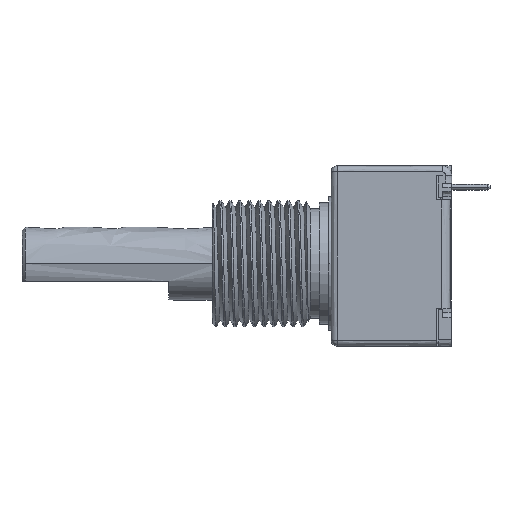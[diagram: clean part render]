
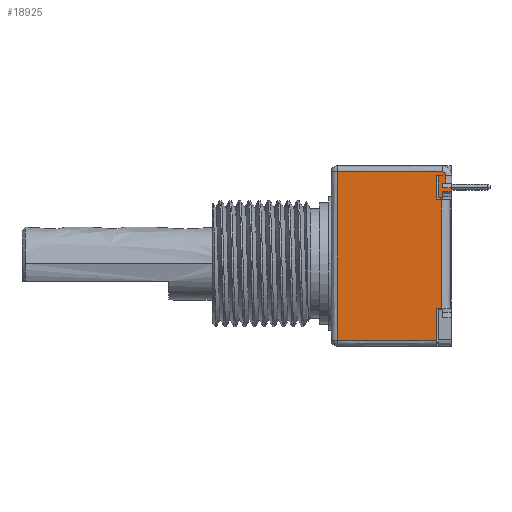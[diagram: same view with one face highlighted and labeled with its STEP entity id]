
A CAD part, left-side view. The second image highlights one B-rep face of the part: STEP entity #18925.
In plain terms, the highlighted free-form (B-spline) face has degree [1, 1] with [2, 2] control points.
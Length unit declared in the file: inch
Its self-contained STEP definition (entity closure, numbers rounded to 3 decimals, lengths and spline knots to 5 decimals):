
#939=DIRECTION('',(0.,0.,1.));
#940=VECTOR('',#939,0.012);
#941=CARTESIAN_POINT('',(-0.2805,-0.006,0.233));
#942=LINE('',#941,#940);
#5666=DIRECTION('',(0.,1.,0.));
#5667=VECTOR('',#5666,0.01031);
#5668=CARTESIAN_POINT('',(-0.2805,0.01169,0.2585));
#5669=LINE('',#5668,#5667);
#5673=DIRECTION('',(0.,0.,1.));
#5674=VECTOR('',#5673,0.0135);
#5675=CARTESIAN_POINT('',(-0.2805,0.022,0.245));
#5676=LINE('',#5675,#5674);
#5680=DIRECTION('',(0.,1.,0.));
#5681=VECTOR('',#5680,0.028);
#5682=CARTESIAN_POINT('',(-0.2805,-0.006,0.245));
#5683=LINE('',#5682,#5681);
#5687=DIRECTION('',(0.,1.,0.));
#5688=VECTOR('',#5687,0.028);
#5689=CARTESIAN_POINT('',(-0.2805,-0.006,0.233));
#5690=LINE('',#5689,#5688);
#5694=DIRECTION('',(0.,0.,1.));
#5695=VECTOR('',#5694,0.02);
#5696=CARTESIAN_POINT('',(-0.2805,0.022,0.213));
#5697=LINE('',#5696,#5695);
#5701=DIRECTION('',(0.,-1.,0.));
#5702=VECTOR('',#5701,0.014);
#5703=CARTESIAN_POINT('',(-0.2805,0.036,0.213));
#5704=LINE('',#5703,#5702);
#5708=DIRECTION('',(0.,0.,1.));
#5709=VECTOR('',#5708,0.07);
#5710=CARTESIAN_POINT('',(-0.2805,0.036,0.213));
#5711=LINE('',#5710,#5709);
#5715=DIRECTION('',(0.,-1.,0.));
#5716=VECTOR('',#5715,0.014);
#5717=CARTESIAN_POINT('',(-0.2805,0.036,0.283));
#5718=LINE('',#5717,#5716);
#5722=DIRECTION('',(0.,0.,1.));
#5723=VECTOR('',#5722,0.001);
#5724=CARTESIAN_POINT('',(-0.2805,0.022,0.283));
#5725=LINE('',#5724,#5723);
#5729=CARTESIAN_POINT('',(-0.2805,0.023,0.284));
#5730=DIRECTION('',(-1.,0.,0.));
#5731=DIRECTION('',(0.,-1.,0.));
#5732=AXIS2_PLACEMENT_3D('',#5729,#5730,#5731);
#5737=DIRECTION('',(0.,1.,0.));
#5738=VECTOR('',#5737,0.019);
#5739=CARTESIAN_POINT('',(-0.2805,0.023,0.285));
#5740=LINE('',#5739,#5738);
#5744=DIRECTION('',(0.,0.,1.));
#5745=VECTOR('',#5744,0.08);
#5746=CARTESIAN_POINT('',(-0.2805,0.042,0.205));
#5747=LINE('',#5746,#5745);
#5751=DIRECTION('',(0.,0.,1.));
#5752=VECTOR('',#5751,0.10131);
#5753=CARTESIAN_POINT('',(-0.2805,0.042,-0.24631));
#5754=LINE('',#5753,#5752);
#5758=CARTESIAN_POINT('',(-0.2805,0.023,0.284));
#5759=DIRECTION('',(1.,0.,0.));
#5760=DIRECTION('',(0.,0.,1.));
#5761=AXIS2_PLACEMENT_3D('',#5758,#5759,#5760);
#5766=DIRECTION('',(0.,0.,-1.));
#5767=VECTOR('',#5766,0.0255);
#5768=CARTESIAN_POINT('',(-0.2805,0.01169,0.284));
#5769=LINE('',#5768,#5767);
#5846=DIRECTION('',(0.,-1.,0.));
#5847=VECTOR('',#5846,0.017);
#5848=CARTESIAN_POINT('',(-0.2805,0.042,-0.145));
#5849=LINE('',#5848,#5847);
#5921=DIRECTION('',(0.,-1.,0.));
#5922=VECTOR('',#5921,0.017);
#5923=CARTESIAN_POINT('',(-0.2805,0.042,0.205));
#5924=LINE('',#5923,#5922);
#5985=DIRECTION('',(0.,0.,1.));
#5986=VECTOR('',#5985,0.35);
#5987=CARTESIAN_POINT('',(-0.2805,0.025,-0.145));
#5988=LINE('',#5987,#5986);
#6554=DIRECTION('',(0.,1.,0.));
#6555=VECTOR('',#6554,0.33831);
#6556=CARTESIAN_POINT('',(-0.2805,0.023,0.29531));
#6557=LINE('',#6556,#6555);
#6600=DIRECTION('',(0.,0.,1.));
#6601=VECTOR('',#6600,0.54163);
#6602=CARTESIAN_POINT('',(-0.2805,0.36131,-0.24631));
#6603=LINE('',#6602,#6601);
#6676=DIRECTION('',(0.,-1.,0.));
#6677=VECTOR('',#6676,0.31931);
#6678=CARTESIAN_POINT('',(-0.2805,0.36131,-0.24631));
#6679=LINE('',#6678,#6677);
#11564=CARTESIAN_POINT('',(-0.2805,0.36131,-0.24631));
#11565=CARTESIAN_POINT('',(-0.2805,0.36131,0.29531));
#11566=VERTEX_POINT('',#11564);
#11567=VERTEX_POINT('',#11565);
#11614=CARTESIAN_POINT('',(-0.2805,0.042,-0.24631));
#11616=VERTEX_POINT('',#11614);
#11666=CARTESIAN_POINT('',(-0.2805,0.025,-0.145));
#11668=VERTEX_POINT('',#11666);
#11672=CARTESIAN_POINT('',(-0.2805,0.025,0.205));
#11674=VERTEX_POINT('',#11672);
#11682=CARTESIAN_POINT('',(-0.2805,0.042,-0.145));
#11683=VERTEX_POINT('',#11682);
#11686=CARTESIAN_POINT('',(-0.2805,0.042,0.205));
#11687=VERTEX_POINT('',#11686);
#11746=CARTESIAN_POINT('',(-0.2805,0.022,0.284));
#11747=CARTESIAN_POINT('',(-0.2805,0.023,0.285));
#11748=VERTEX_POINT('',#11746);
#11749=VERTEX_POINT('',#11747);
#11760=CARTESIAN_POINT('',(-0.2805,0.01169,0.2585));
#11761=VERTEX_POINT('',#11760);
#11762=CARTESIAN_POINT('',(-0.2805,0.023,0.29531));
#11763=VERTEX_POINT('',#11762);
#11764=CARTESIAN_POINT('',(-0.2805,0.01169,0.284));
#11765=VERTEX_POINT('',#11764);
#11826=CARTESIAN_POINT('',(-0.2805,0.042,0.285));
#11827=VERTEX_POINT('',#11826);
#12414=CARTESIAN_POINT('',(-0.2805,-0.006,0.233));
#12415=CARTESIAN_POINT('',(-0.2805,0.022,0.233));
#12416=VERTEX_POINT('',#12414);
#12417=VERTEX_POINT('',#12415);
#12434=CARTESIAN_POINT('',(-0.2805,-0.006,0.245));
#12435=VERTEX_POINT('',#12434);
#12446=CARTESIAN_POINT('',(-0.2805,0.022,0.245));
#12447=VERTEX_POINT('',#12446);
#12470=CARTESIAN_POINT('',(-0.2805,0.036,0.213));
#12471=CARTESIAN_POINT('',(-0.2805,0.036,0.283));
#12472=VERTEX_POINT('',#12470);
#12473=VERTEX_POINT('',#12471);
#12480=CARTESIAN_POINT('',(-0.2805,0.022,0.213));
#12481=VERTEX_POINT('',#12480);
#13250=CARTESIAN_POINT('',(-0.2805,0.022,0.2585));
#13252=VERTEX_POINT('',#13250);
#13258=CARTESIAN_POINT('',(-0.2805,0.022,0.283));
#13260=VERTEX_POINT('',#13258);
#18881=CARTESIAN_POINT('',(-0.2805,-0.01335,-0.25715));
#18882=CARTESIAN_POINT('',(-0.2805,0.36866,-0.25715));
#18883=CARTESIAN_POINT('',(-0.2805,-0.01335,0.30615));
#18884=CARTESIAN_POINT('',(-0.2805,0.36866,0.30615));
#18885=B_SPLINE_SURFACE_WITH_KNOTS('',1,1,((#18881,#18882),(#18883,#18884)),
.UNSPECIFIED.,.F.,.F.,.F.,(2,2),(2,2),(0.00885,0.57215),(
-0.01335,0.36866),.UNSPECIFIED.);
#18887=ORIENTED_EDGE('',*,*,#18886,.T.);
#18888=ORIENTED_EDGE('',*,*,#17582,.F.);
#18890=ORIENTED_EDGE('',*,*,#18889,.F.);
#18891=ORIENTED_EDGE('',*,*,#13539,.F.);
#18893=ORIENTED_EDGE('',*,*,#18892,.T.);
#18894=ORIENTED_EDGE('',*,*,#17500,.F.);
#18896=ORIENTED_EDGE('',*,*,#18895,.F.);
#18897=ORIENTED_EDGE('',*,*,#17772,.T.);
#18898=ORIENTED_EDGE('',*,*,#18190,.T.);
#18900=ORIENTED_EDGE('',*,*,#18899,.T.);
#18902=ORIENTED_EDGE('',*,*,#18901,.T.);
#18904=ORIENTED_EDGE('',*,*,#18903,.T.);
#18905=ORIENTED_EDGE('',*,*,#18033,.F.);
#18907=ORIENTED_EDGE('',*,*,#18906,.T.);
#18909=ORIENTED_EDGE('',*,*,#18908,.F.);
#18911=ORIENTED_EDGE('',*,*,#18910,.F.);
#18912=ORIENTED_EDGE('',*,*,#18057,.F.);
#18914=ORIENTED_EDGE('',*,*,#18913,.F.);
#18916=ORIENTED_EDGE('',*,*,#18915,.T.);
#18918=ORIENTED_EDGE('',*,*,#18917,.F.);
#18920=ORIENTED_EDGE('',*,*,#18919,.T.);
#18922=ORIENTED_EDGE('',*,*,#18921,.T.);
#18923=EDGE_LOOP('',(#18887,#18888,#18890,#18891,#18893,#18894,#18896,#18897,
#18898,#18900,#18902,#18904,#18905,#18907,#18909,#18911,#18912,#18914,#18916,
#18918,#18920,#18922));
#18924=FACE_OUTER_BOUND('',#18923,.F.);
#18925=ADVANCED_FACE('',(#18924),#18885,.T.);
#5733=CIRCLE('',#5732,0.001);
#5762=CIRCLE('',#5761,0.01131);
#13539=EDGE_CURVE('',#12416,#12435,#942,.T.);
#17500=EDGE_CURVE('',#12481,#12417,#5697,.T.);
#17582=EDGE_CURVE('',#12447,#13252,#5676,.T.);
#17772=EDGE_CURVE('',#12472,#12473,#5711,.T.);
#18033=EDGE_CURVE('',#11687,#11827,#5747,.T.);
#18057=EDGE_CURVE('',#11616,#11683,#5754,.T.);
#18190=EDGE_CURVE('',#12473,#13260,#5718,.T.);
#18886=EDGE_CURVE('',#11761,#13252,#5669,.T.);
#18889=EDGE_CURVE('',#12435,#12447,#5683,.T.);
#18892=EDGE_CURVE('',#12416,#12417,#5690,.T.);
#18895=EDGE_CURVE('',#12472,#12481,#5704,.T.);
#18899=EDGE_CURVE('',#13260,#11748,#5725,.T.);
#18901=EDGE_CURVE('',#11748,#11749,#5733,.T.);
#18903=EDGE_CURVE('',#11749,#11827,#5740,.T.);
#18906=EDGE_CURVE('',#11687,#11674,#5924,.T.);
#18908=EDGE_CURVE('',#11668,#11674,#5988,.T.);
#18910=EDGE_CURVE('',#11683,#11668,#5849,.T.);
#18913=EDGE_CURVE('',#11566,#11616,#6679,.T.);
#18915=EDGE_CURVE('',#11566,#11567,#6603,.T.);
#18917=EDGE_CURVE('',#11763,#11567,#6557,.T.);
#18919=EDGE_CURVE('',#11763,#11765,#5762,.T.);
#18921=EDGE_CURVE('',#11765,#11761,#5769,.T.);
